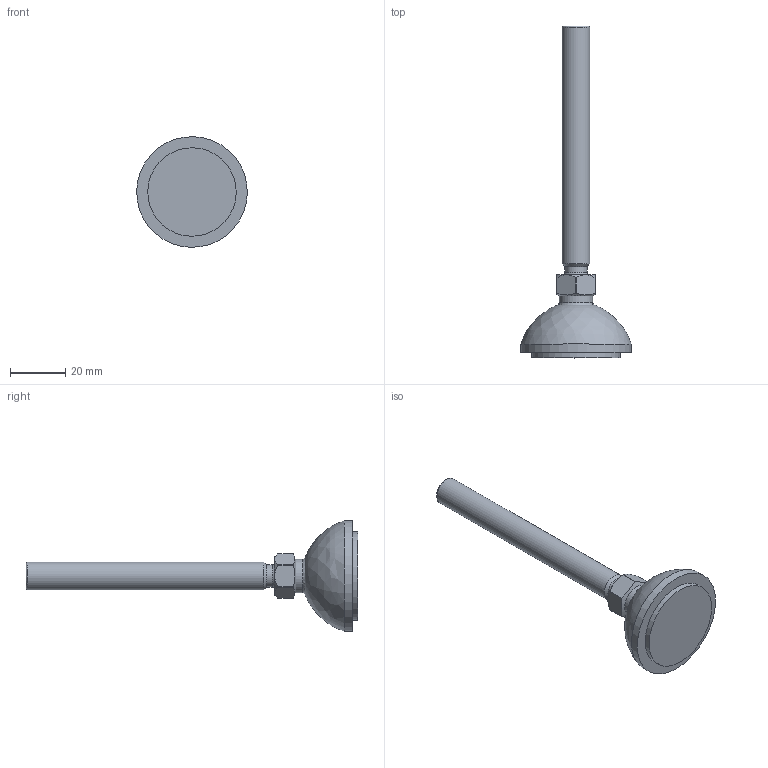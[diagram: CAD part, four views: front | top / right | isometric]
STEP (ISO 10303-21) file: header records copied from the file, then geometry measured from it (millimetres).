
FILE_DESCRIPTION((''),'2;1');
FILE_NAME('86411.stp','2020-06-25T09:36:04',('trakoczy'),(''),'Autodesk Inventor 2013','Autodesk Inventor 2013','');
FILE_SCHEMA(('AUTOMOTIVE_DESIGN { 1 0 10303 214 1 1 1 1 }'));
Length unit declared in the file: millimetre
Products named in the file (3): 86411; 86411-I; 86411- II
Assembly tree (2 placements, depth 2):
  86411
    86411-I
    86411- II
Bounding box: 39.98 x 120 x 39.98 mm (x, y, z)
Volume: 26408.6 mm3; surface area: 7971.1 mm2
Topology: 2 solids, 2 shells, 35 faces, 86 edges, 56 vertices
Faces by surface type: cylinder 12, plane 11, cone 8, torus 2, sphere 1, bspline 1
Full cylindrical faces by diameter (mm): 8 x2, 10 x1, 12 x1, 32 x1, 40 x1
Entity records: 1062 total; most frequent: CARTESIAN_POINT 228, DIRECTION 160, ORIENTED_EDGE 140, AXIS2_PLACEMENT_3D 71, EDGE_CURVE 70, VERTEX_POINT 52, EDGE_LOOP 48, FACE_OUTER_BOUND 35
